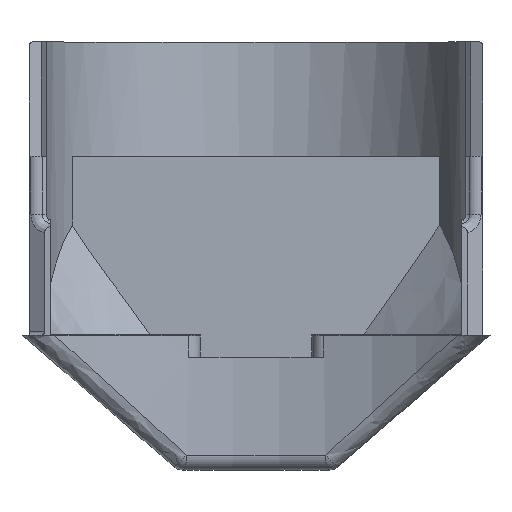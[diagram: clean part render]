
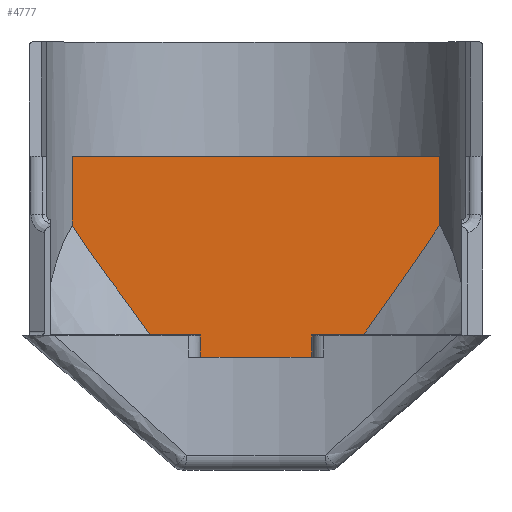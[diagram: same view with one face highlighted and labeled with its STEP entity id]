
A CAD part, top view. The second image highlights one B-rep face of the part: STEP entity #4777.
In plain terms, the highlighted planar face has unit normal (0, 0, 1).
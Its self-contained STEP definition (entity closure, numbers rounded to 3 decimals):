
#414=B_SPLINE_CURVE_WITH_KNOTS('',3,(#17968,#17969,#17970,#17971,#17972,
#17973,#17974,#17975,#17976,#17977,#17978,#17979,#17980,#17981,#17982,#17983,
#17984,#17985,#17986,#17987,#17988,#17989,#17990,#17991,#17992,#17993,#17994,
#17995,#17996,#17997,#17998,#17999,#18000,#18001,#18002,#18003,#18004,#18005,
#18006,#18007,#18008,#18009,#18010),.UNSPECIFIED.,.F.,.F.,(4,3,3,3,3,3,
3,3,3,3,3,3,3,3,4),(-8.41,-7.32,-6.367,
-6.09,-5.485,-4.827,-4.384,
-4.049,-3.553,-3.17,-2.592,
-1.948,-1.612,-1.401,-0.019),
 .UNSPECIFIED.);
#795=FACE_OUTER_BOUND('',#1066,.T.);
#1066=EDGE_LOOP('',(#4325,#4326,#4327,#4328));
#1388=LINE('',#17966,#1694);
#1389=LINE('',#18012,#1695);
#1390=LINE('',#18013,#1696);
#1694=VECTOR('',#5736,10.);
#1695=VECTOR('',#5737,10.);
#1696=VECTOR('',#5738,10.);
#2265=VERTEX_POINT('',#17964);
#2266=VERTEX_POINT('',#17965);
#2267=VERTEX_POINT('',#17967);
#2268=VERTEX_POINT('',#18011);
#2976=EDGE_CURVE('',#2265,#2266,#1388,.T.);
#2977=EDGE_CURVE('',#2267,#2265,#414,.T.);
#2978=EDGE_CURVE('',#2268,#2267,#1389,.T.);
#2979=EDGE_CURVE('',#2266,#2268,#1390,.T.);
#4325=ORIENTED_EDGE('',*,*,#2976,.F.);
#4326=ORIENTED_EDGE('',*,*,#2977,.F.);
#4327=ORIENTED_EDGE('',*,*,#2978,.F.);
#4328=ORIENTED_EDGE('',*,*,#2979,.F.);
#4532=PLANE('',#5017);
#4777=ADVANCED_FACE('',(#795),#4532,.T.);
#5017=AXIS2_PLACEMENT_3D('',#17963,#5734,#5735);
#5734=DIRECTION('center_axis',(0.,0.,1.));
#5735=DIRECTION('ref_axis',(-1.,0.,0.));
#5736=DIRECTION('',(0.,1.,0.));
#5737=DIRECTION('',(0.,-1.,0.));
#5738=DIRECTION('',(1.,0.,0.));
#17963=CARTESIAN_POINT('Origin',(25.184,5.5,-12.75));
#17964=CARTESIAN_POINT('',(-24.614,-3.646,-12.75));
#17965=CARTESIAN_POINT('',(-24.614,5.5,-12.75));
#17966=CARTESIAN_POINT('',(-24.614,5.5,-12.75));
#17967=CARTESIAN_POINT('',(24.614,-3.627,-12.75));
#17968=CARTESIAN_POINT('Ctrl Pts',(24.614,-3.627,-12.75));
#17969=CARTESIAN_POINT('Ctrl Pts',(23.408,-5.489,-12.75));
#17970=CARTESIAN_POINT('Ctrl Pts',(21.654,-8.064,-12.75));
#17971=CARTESIAN_POINT('Ctrl Pts',(19.617,-10.968,-12.75));
#17972=CARTESIAN_POINT('Ctrl Pts',(17.838,-13.506,-12.75));
#17973=CARTESIAN_POINT('Ctrl Pts',(15.856,-16.306,-12.75));
#17974=CARTESIAN_POINT('Ctrl Pts',(13.865,-19.119,-12.75));
#17975=CARTESIAN_POINT('Ctrl Pts',(13.286,-19.936,-12.75));
#17976=CARTESIAN_POINT('Ctrl Pts',(12.703,-20.759,-12.75));
#17977=CARTESIAN_POINT('Ctrl Pts',(12.09,-21.619,-12.75));
#17978=CARTESIAN_POINT('Ctrl Pts',(10.751,-23.499,-12.75));
#17979=CARTESIAN_POINT('Ctrl Pts',(9.462,-25.291,-12.75));
#17980=CARTESIAN_POINT('Ctrl Pts',(8.256,-26.874,-12.75));
#17981=CARTESIAN_POINT('Ctrl Pts',(6.945,-28.596,-12.75));
#17982=CARTESIAN_POINT('Ctrl Pts',(5.788,-30.013,-12.75));
#17983=CARTESIAN_POINT('Ctrl Pts',(4.611,-31.171,-12.75));
#17984=CARTESIAN_POINT('Ctrl Pts',(3.82,-31.949,-12.75));
#17985=CARTESIAN_POINT('Ctrl Pts',(3.061,-32.586,-12.75));
#17986=CARTESIAN_POINT('Ctrl Pts',(2.167,-33.055,-12.75));
#17987=CARTESIAN_POINT('Ctrl Pts',(1.491,-33.411,-12.75));
#17988=CARTESIAN_POINT('Ctrl Pts',(0.753,-33.635,-12.75));
#17989=CARTESIAN_POINT('Ctrl Pts',(0.,-33.635,
-12.75));
#17990=CARTESIAN_POINT('Ctrl Pts',(-1.117,-33.635,
-12.75));
#17991=CARTESIAN_POINT('Ctrl Pts',(-2.19,-33.131,
-12.75));
#17992=CARTESIAN_POINT('Ctrl Pts',(-3.103,-32.469,-12.75));
#17993=CARTESIAN_POINT('Ctrl Pts',(-3.806,-31.96,-12.75));
#17994=CARTESIAN_POINT('Ctrl Pts',(-4.491,-31.318,-12.75));
#17995=CARTESIAN_POINT('Ctrl Pts',(-5.18,-30.582,-12.75));
#17996=CARTESIAN_POINT('Ctrl Pts',(-6.22,-29.468,-12.75));
#17997=CARTESIAN_POINT('Ctrl Pts',(-7.227,-28.187,
-12.75));
#17998=CARTESIAN_POINT('Ctrl Pts',(-8.277,-26.768,
-12.75));
#17999=CARTESIAN_POINT('Ctrl Pts',(-9.443,-25.191,
-12.75));
#18000=CARTESIAN_POINT('Ctrl Pts',(-10.672,-23.415,
-12.75));
#18001=CARTESIAN_POINT('Ctrl Pts',(-12.091,-21.363,-12.75));
#18002=CARTESIAN_POINT('Ctrl Pts',(-12.833,-20.29,-12.75));
#18003=CARTESIAN_POINT('Ctrl Pts',(-13.631,-19.144,
-12.75));
#18004=CARTESIAN_POINT('Ctrl Pts',(-14.505,-17.916,
-12.75));
#18005=CARTESIAN_POINT('Ctrl Pts',(-15.052,-17.145,-12.75));
#18006=CARTESIAN_POINT('Ctrl Pts',(-15.612,-16.367,
-12.75));
#18007=CARTESIAN_POINT('Ctrl Pts',(-16.139,-15.642,
-12.75));
#18008=CARTESIAN_POINT('Ctrl Pts',(-19.592,-10.889,
-12.75));
#18009=CARTESIAN_POINT('Ctrl Pts',(-22.202,-7.558,-12.75));
#18010=CARTESIAN_POINT('Ctrl Pts',(-24.614,-3.646,
-12.75));
#18011=CARTESIAN_POINT('',(24.614,5.5,-12.75));
#18012=CARTESIAN_POINT('',(24.614,5.5,-12.75));
#18013=CARTESIAN_POINT('',(-25.184,5.5,-12.75));
